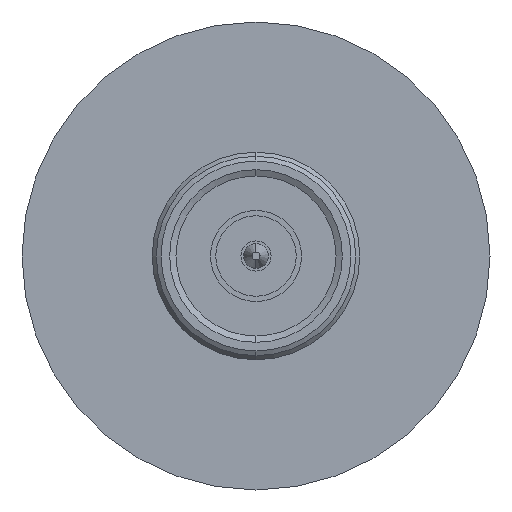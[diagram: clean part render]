
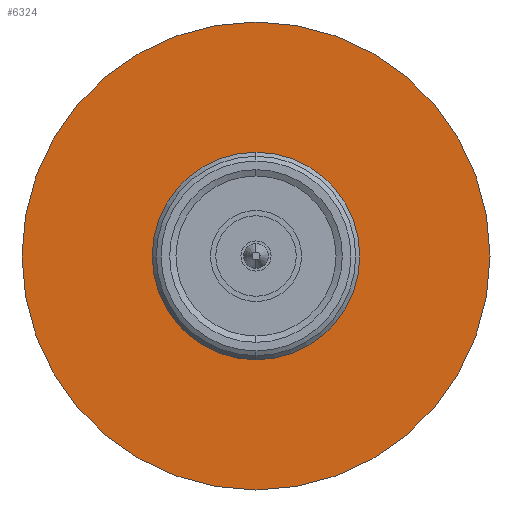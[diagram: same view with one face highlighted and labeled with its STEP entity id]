
A CAD part, left-side view. The second image highlights one B-rep face of the part: STEP entity #6324.
In plain terms, the highlighted planar face has unit normal (-1, 0, 0).
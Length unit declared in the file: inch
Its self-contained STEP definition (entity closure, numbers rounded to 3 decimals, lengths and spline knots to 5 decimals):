
#229 = CARTESIAN_POINT ( 'NONE',  ( -2.76521, -0.00397, 0. ) ) ;
#746 = DIRECTION ( 'NONE',  ( -1., 0., 0. ) ) ;
#775 = FACE_OUTER_BOUND ( 'NONE', #7009, .T. ) ;
#793 = ORIENTED_EDGE ( 'NONE', *, *, #999, .T. ) ;
#999 = EDGE_CURVE ( 'NONE', #4373, #4862, #6686, .T. ) ;
#1009 = CARTESIAN_POINT ( 'NONE',  ( -2.76521, -0.00199, 0. ) ) ;
#1187 = EDGE_CURVE ( 'NONE', #7697, #8108, #6819, .T. ) ;
#1457 = CIRCLE ( 'NONE', #4060, 0.88781 ) ;
#1521 = DIRECTION ( 'NONE',  ( -1., 0., 0. ) ) ;
#1525 = DIRECTION ( 'NONE',  ( 1., 0., 0. ) ) ;
#1571 = EDGE_LOOP ( 'NONE', ( #2100, #6195 ) ) ;
#1652 = DIRECTION ( 'NONE',  ( 0., -1., 0. ) ) ;
#1851 = DIRECTION ( 'NONE',  ( -1., 0., 0. ) ) ;
#1905 = CARTESIAN_POINT ( 'NONE',  ( -2.76521, 0., 0. ) ) ;
#1935 = DIRECTION ( 'NONE',  ( 0., -1., 0. ) ) ;
#2068 = DIRECTION ( 'NONE',  ( 0., 1., 0. ) ) ;
#2100 = ORIENTED_EDGE ( 'NONE', *, *, #6084, .F. ) ;
#2102 = CARTESIAN_POINT ( 'NONE',  ( -2.76521, 0.6378, 0. ) ) ;
#2218 = AXIS2_PLACEMENT_3D ( 'NONE', #6402, #746, #3244 ) ;
#2318 = ORIENTED_EDGE ( 'NONE', *, *, #6596, .T. ) ;
#2454 = CARTESIAN_POINT ( 'NONE',  ( -2.76521, 0.88583, 0. ) ) ;
#2663 = PLANE ( 'NONE',  #4846 ) ;
#2852 = DIRECTION ( 'NONE',  ( -1., 0., 0. ) ) ;
#3244 = DIRECTION ( 'NONE',  ( 0., -1., 0. ) ) ;
#3245 = AXIS2_PLACEMENT_3D ( 'NONE', #1009, #1521, #6050 ) ;
#4060 = AXIS2_PLACEMENT_3D ( 'NONE', #8101, #1851, #1935 ) ;
#4373 = VERTEX_POINT ( 'NONE', #5749 ) ;
#4846 = AXIS2_PLACEMENT_3D ( 'NONE', #2102, #1525, #2068 ) ;
#4862 = VERTEX_POINT ( 'NONE', #2454 ) ;
#5242 = AXIS2_PLACEMENT_3D ( 'NONE', #6097, #2852, #1652 ) ;
#5749 = CARTESIAN_POINT ( 'NONE',  ( -2.76521, -0.8898, 0. ) ) ;
#6050 = DIRECTION ( 'NONE',  ( 0., -1., 0. ) ) ;
#6084 = EDGE_CURVE ( 'NONE', #8108, #7697, #8013, .T. ) ;
#6097 = CARTESIAN_POINT ( 'NONE',  ( -2.76521, -0.00199, 0. ) ) ;
#6195 = ORIENTED_EDGE ( 'NONE', *, *, #1187, .F. ) ;
#6324 = ADVANCED_FACE ( 'NONE', ( #7693, #775 ), #2663, .F. ) ;
#6402 = CARTESIAN_POINT ( 'NONE',  ( -2.76521, -0.00199, 0. ) ) ;
#6596 = EDGE_CURVE ( 'NONE', #4862, #4373, #1457, .T. ) ;
#6686 = CIRCLE ( 'NONE', #2218, 0.88781 ) ;
#6819 = CIRCLE ( 'NONE', #3245, 0.00199 ) ;
#7009 = EDGE_LOOP ( 'NONE', ( #793, #2318 ) ) ;
#7693 = FACE_BOUND ( 'NONE', #1571, .T. ) ;
#7697 = VERTEX_POINT ( 'NONE', #1905 ) ;
#8013 = CIRCLE ( 'NONE', #5242, 0.00199 ) ;
#8101 = CARTESIAN_POINT ( 'NONE',  ( -2.76521, -0.00199, 0. ) ) ;
#8108 = VERTEX_POINT ( 'NONE', #229 ) ;
